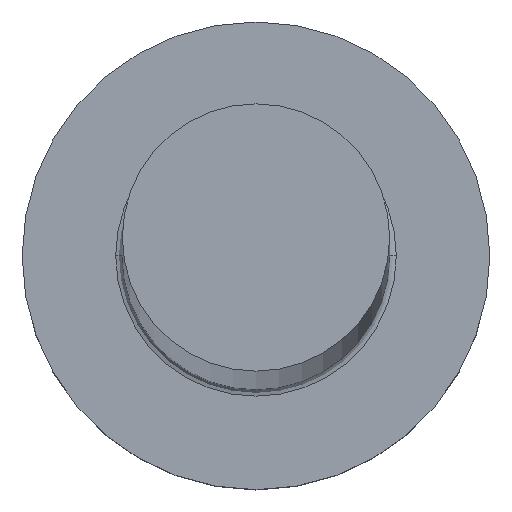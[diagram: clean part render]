
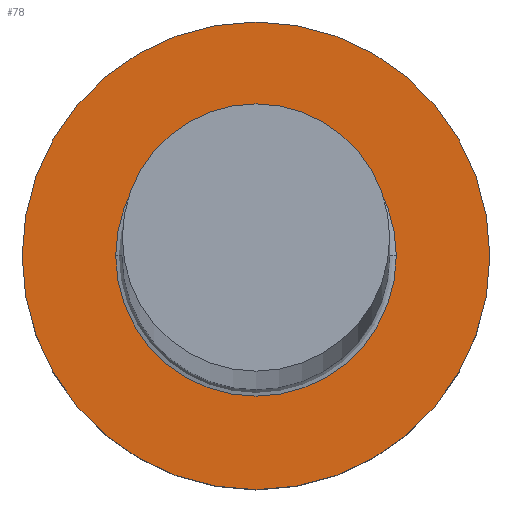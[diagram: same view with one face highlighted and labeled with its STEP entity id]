
A CAD part, top view. The second image highlights one B-rep face of the part: STEP entity #78.
In plain terms, the highlighted planar face has unit normal (0, 0, 1).
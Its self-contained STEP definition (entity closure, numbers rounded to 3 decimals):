
#4 = EDGE_LOOP ( 'NONE', ( #162, #186 ) ) ;
#5 = AXIS2_PLACEMENT_3D ( 'NONE', #175, #221, #13 ) ;
#10 = PLANE ( 'NONE',  #5 ) ;
#13 = DIRECTION ( 'NONE',  ( 1., 0., 0. ) ) ;
#22 = AXIS2_PLACEMENT_3D ( 'NONE', #87, #179, #62 ) ;
#27 = VERTEX_POINT ( 'NONE', #170 ) ;
#41 = DIRECTION ( 'NONE',  ( 0., 0., -1. ) ) ;
#62 = DIRECTION ( 'NONE',  ( 1., 0., 0. ) ) ;
#66 = DIRECTION ( 'NONE',  ( 1., 0., 0. ) ) ;
#69 = ORIENTED_EDGE ( 'NONE', *, *, #168, .T. ) ;
#78 = ADVANCED_FACE ( 'NONE', ( #265, #146 ), #10, .T. ) ;
#87 = CARTESIAN_POINT ( 'NONE',  ( 0., 0., 5. ) ) ;
#91 = DIRECTION ( 'NONE',  ( 0., 0., 1. ) ) ;
#96 = ORIENTED_EDGE ( 'NONE', *, *, #297, .T. ) ;
#110 = CIRCLE ( 'NONE', #180, 7. ) ;
#116 = CARTESIAN_POINT ( 'NONE',  ( 0., 0., 5. ) ) ;
#134 = CARTESIAN_POINT ( 'NONE',  ( 0., 0., 5. ) ) ;
#146 = FACE_OUTER_BOUND ( 'NONE', #235, .T. ) ;
#162 = ORIENTED_EDGE ( 'NONE', *, *, #174, .T. ) ;
#168 = EDGE_CURVE ( 'NONE', #295, #27, #110, .T. ) ;
#170 = CARTESIAN_POINT ( 'NONE',  ( 7., 0., 5. ) ) ;
#173 = VERTEX_POINT ( 'NONE', #177 ) ;
#174 = EDGE_CURVE ( 'NONE', #225, #173, #237, .T. ) ;
#175 = CARTESIAN_POINT ( 'NONE',  ( 0., 0., 5. ) ) ;
#177 = CARTESIAN_POINT ( 'NONE',  ( -4.2, 0., 5. ) ) ;
#179 = DIRECTION ( 'NONE',  ( 0., 0., 1. ) ) ;
#180 = AXIS2_PLACEMENT_3D ( 'NONE', #226, #91, #249 ) ;
#186 = ORIENTED_EDGE ( 'NONE', *, *, #302, .T. ) ;
#196 = CARTESIAN_POINT ( 'NONE',  ( -7., 0., 5. ) ) ;
#197 = CIRCLE ( 'NONE', #22, 7. ) ;
#207 = AXIS2_PLACEMENT_3D ( 'NONE', #134, #228, #66 ) ;
#221 = DIRECTION ( 'NONE',  ( 0., 0., 1. ) ) ;
#225 = VERTEX_POINT ( 'NONE', #304 ) ;
#226 = CARTESIAN_POINT ( 'NONE',  ( 0., 0., 5. ) ) ;
#228 = DIRECTION ( 'NONE',  ( 0., 0., -1. ) ) ;
#235 = EDGE_LOOP ( 'NONE', ( #69, #96 ) ) ;
#237 = CIRCLE ( 'NONE', #299, 4.2 ) ;
#242 = CIRCLE ( 'NONE', #207, 4.2 ) ;
#249 = DIRECTION ( 'NONE',  ( 1., 0., 0. ) ) ;
#265 = FACE_BOUND ( 'NONE', #4, .T. ) ;
#273 = DIRECTION ( 'NONE',  ( 1., 0., 0. ) ) ;
#295 = VERTEX_POINT ( 'NONE', #196 ) ;
#297 = EDGE_CURVE ( 'NONE', #27, #295, #197, .T. ) ;
#299 = AXIS2_PLACEMENT_3D ( 'NONE', #116, #41, #273 ) ;
#302 = EDGE_CURVE ( 'NONE', #173, #225, #242, .T. ) ;
#304 = CARTESIAN_POINT ( 'NONE',  ( 4.2, 0., 5. ) ) ;
